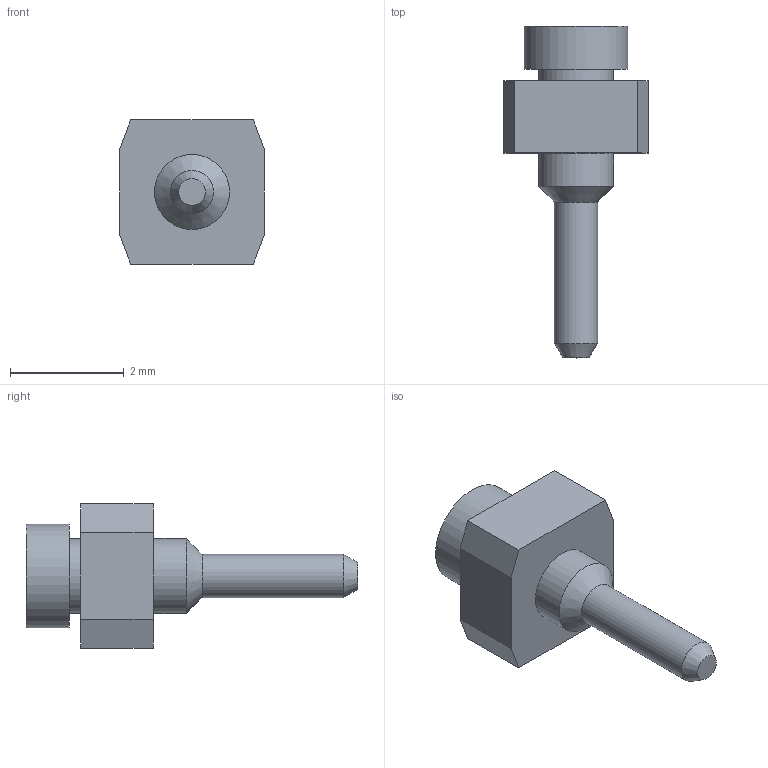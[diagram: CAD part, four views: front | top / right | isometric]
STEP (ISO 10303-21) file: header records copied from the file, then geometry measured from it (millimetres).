
FILE_DESCRIPTION( ( 'STEP AP214' ), '1' );
FILE_NAME( 'SL-101-G-10.stp', '2019-02-19T10:58:06', ( '' ), ( '' ), ' ', 'PARTsolutions', ' ' );
FILE_SCHEMA( ( 'AUTOMOTIVE_DESIGN { 1 0 10303 214 1 1 1 1 }' ) );
Length unit declared in the file: inch
Products named in the file (3): SL-101-G-10; _SL-101_socket; _SC-3P1_pins
Assembly tree (2 placements, depth 2):
  SL-101-G-10
    _SL-101_socket
    _SC-3P1_pins
Bounding box: 2.54 x 5.84 x 2.54 mm (x, y, z)
Volume: 10.4 mm3; surface area: 62.9 mm2
Topology: 2 solids, 2 shells, 28 faces, 57 edges, 36 vertices
Faces by surface type: plane 15, cylinder 7, cone 6
Full cylindrical faces by diameter (mm): 0.533 x1, 0.762 x1, 0.864 x1, 1.321 x3, 1.829 x1
Entity records: 934 total; most frequent: DIRECTION 122, CARTESIAN_POINT 108, ORIENTED_EDGE 84, AXIS2_PLACEMENT_3D 49, EDGE_LOOP 46, EDGE_CURVE 42, FACE_OUTER_BOUND 35, VERTEX_POINT 35
